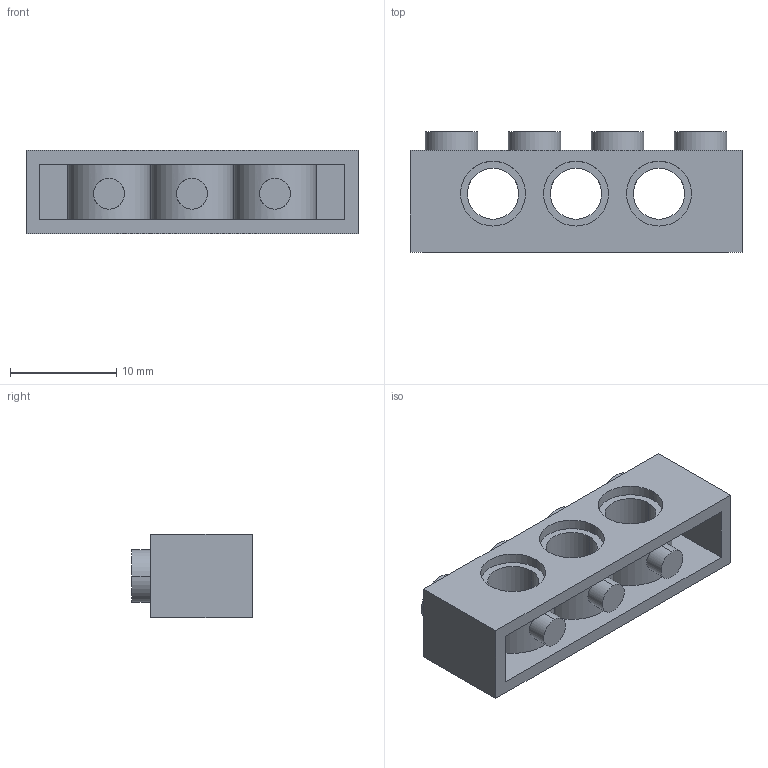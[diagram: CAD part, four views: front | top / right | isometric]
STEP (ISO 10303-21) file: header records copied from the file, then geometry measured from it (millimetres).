
FILE_DESCRIPTION((''),'1');
FILE_NAME('BRICK_THICK_SINGLE_HOLE','2000-08-24T',('ujkopena'),(''),'PRO/ENGINEER BY PARAMETRIC TECHNOLOGY CORPORATION, 1999390','PRO/ENGINEER BY PARAMETRIC TECHNOLOGY CORPORATION, 1999390','');
FILE_SCHEMA(('CONFIG_CONTROL_DESIGN'));
Length unit declared in the file: metre
Products named in the file (1): BRICK_THICK_SINGLE_HOLE
Bounding box: 31.2 x 11.36 x 7.8 mm (x, y, z)
Volume: 1388.2 mm3; surface area: 2238.6 mm2
Topology: 1 solids, 1 shells, 74 faces, 162 edges, 108 vertices
Faces by surface type: cylinder 43, plane 31
Entity records: 2206 total; most frequent: CARTESIAN_POINT 446, DIRECTION 384, ORIENTED_EDGE 324, EDGE_CURVE 162, AXIS2_PLACEMENT_3D 154, VERTEX_POINT 108, EDGE_LOOP 98, CIRCLE 80
